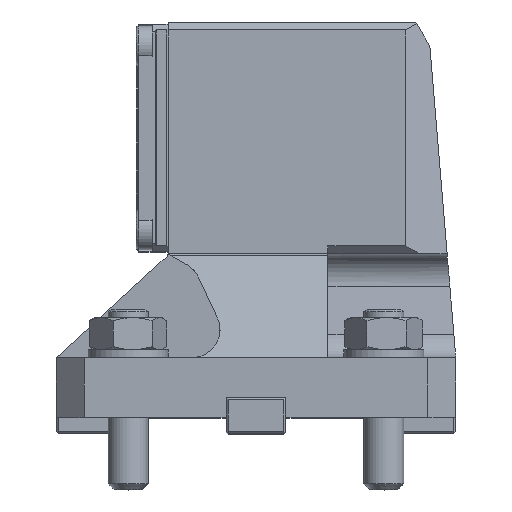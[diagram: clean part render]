
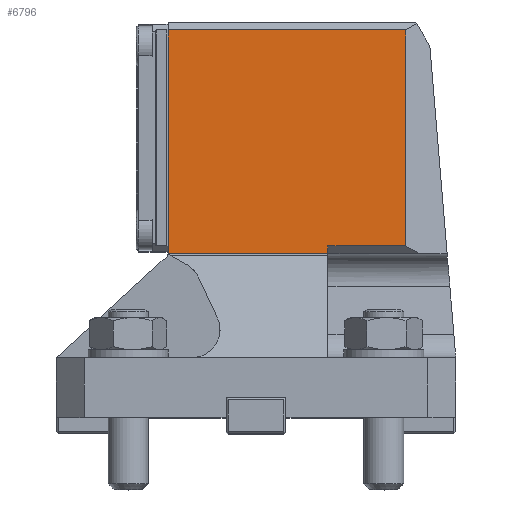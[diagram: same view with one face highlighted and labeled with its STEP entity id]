
A CAD part, top view. The second image highlights one B-rep face of the part: STEP entity #6796.
In plain terms, the highlighted planar face has unit normal (0, 0, 1).
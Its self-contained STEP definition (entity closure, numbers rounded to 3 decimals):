
#351 = VECTOR ( 'NONE', #32945, 1000. ) ;
#1667 = CARTESIAN_POINT ( 'NONE',  ( 18., 97., 29. ) ) ;
#2187 = VERTEX_POINT ( 'NONE', #19702 ) ;
#2605 = AXIS2_PLACEMENT_3D ( 'NONE', #20656, #4502, #34633 ) ;
#3041 = CARTESIAN_POINT ( 'NONE',  ( 18., 43., 29. ) ) ;
#3066 = CARTESIAN_POINT ( 'NONE',  ( -50., 41., 29. ) ) ;
#3793 = VERTEX_POINT ( 'NONE', #17031 ) ;
#4303 = CARTESIAN_POINT ( 'NONE',  ( -22., 41., 29. ) ) ;
#4502 = DIRECTION ( 'NONE',  ( 0., 0., 1. ) ) ;
#4824 = VECTOR ( 'NONE', #7962, 1000. ) ;
#4882 = DIRECTION ( 'NONE',  ( 0., 1., 0. ) ) ;
#4927 = EDGE_CURVE ( 'NONE', #2187, #5673, #25402, .T. ) ;
#5673 = VERTEX_POINT ( 'NONE', #29142 ) ;
#6356 = LINE ( 'NONE', #10697, #351 ) ;
#6796 = ADVANCED_FACE ( 'NONE', ( #14547 ), #12487, .T. ) ;
#7432 = ORIENTED_EDGE ( 'NONE', *, *, #13187, .T. ) ;
#7962 = DIRECTION ( 'NONE',  ( 1., 0., 0. ) ) ;
#10697 = CARTESIAN_POINT ( 'NONE',  ( 37.441, -0.001, 29. ) ) ;
#10705 = ORIENTED_EDGE ( 'NONE', *, *, #4927, .F. ) ;
#12487 = PLANE ( 'NONE',  #2605 ) ;
#12867 = EDGE_CURVE ( 'NONE', #25419, #16631, #6356, .T. ) ;
#13187 = EDGE_CURVE ( 'NONE', #19336, #5673, #30744, .T. ) ;
#14354 = ORIENTED_EDGE ( 'NONE', *, *, #34790, .F. ) ;
#14460 = VECTOR ( 'NONE', #4882, 1000. ) ;
#14547 = FACE_OUTER_BOUND ( 'NONE', #33681, .T. ) ;
#15657 = ORIENTED_EDGE ( 'NONE', *, *, #18068, .F. ) ;
#16130 = VECTOR ( 'NONE', #33309, 1000. ) ;
#16618 = DIRECTION ( 'NONE',  ( 1., 0., 0. ) ) ;
#16631 = VERTEX_POINT ( 'NONE', #25255 ) ;
#17031 = CARTESIAN_POINT ( 'NONE',  ( -22., 97., 29. ) ) ;
#18068 = EDGE_CURVE ( 'NONE', #19336, #3793, #29924, .T. ) ;
#19336 = VERTEX_POINT ( 'NONE', #4303 ) ;
#19607 = VECTOR ( 'NONE', #16618, 1000. ) ;
#19690 = CARTESIAN_POINT ( 'NONE',  ( 37.441, 43., 29. ) ) ;
#19702 = CARTESIAN_POINT ( 'NONE',  ( 18., 43., 29. ) ) ;
#20656 = CARTESIAN_POINT ( 'NONE',  ( -50., 97., 29. ) ) ;
#23890 = CARTESIAN_POINT ( 'NONE',  ( -22., 99., 29. ) ) ;
#24350 = CARTESIAN_POINT ( 'NONE',  ( -50., 97., 29. ) ) ;
#24519 = LINE ( 'NONE', #24350, #4824 ) ;
#25255 = CARTESIAN_POINT ( 'NONE',  ( 37.441, 97., 29. ) ) ;
#25402 = LINE ( 'NONE', #1667, #28847 ) ;
#25419 = VERTEX_POINT ( 'NONE', #19690 ) ;
#26926 = LINE ( 'NONE', #3041, #19607 ) ;
#27110 = ORIENTED_EDGE ( 'NONE', *, *, #31849, .T. ) ;
#28847 = VECTOR ( 'NONE', #31435, 1000. ) ;
#29142 = CARTESIAN_POINT ( 'NONE',  ( 18., 41., 29. ) ) ;
#29924 = LINE ( 'NONE', #23890, #14460 ) ;
#30744 = LINE ( 'NONE', #3066, #16130 ) ;
#30957 = ORIENTED_EDGE ( 'NONE', *, *, #12867, .T. ) ;
#31435 = DIRECTION ( 'NONE',  ( 0., -1., 0. ) ) ;
#31849 = EDGE_CURVE ( 'NONE', #2187, #25419, #26926, .T. ) ;
#32945 = DIRECTION ( 'NONE',  ( 0., 1., 0. ) ) ;
#33309 = DIRECTION ( 'NONE',  ( 1., 0., 0. ) ) ;
#33681 = EDGE_LOOP ( 'NONE', ( #27110, #30957, #14354, #15657, #7432, #10705 ) ) ;
#34633 = DIRECTION ( 'NONE',  ( 0., -1., 0. ) ) ;
#34790 = EDGE_CURVE ( 'NONE', #3793, #16631, #24519, .T. ) ;
